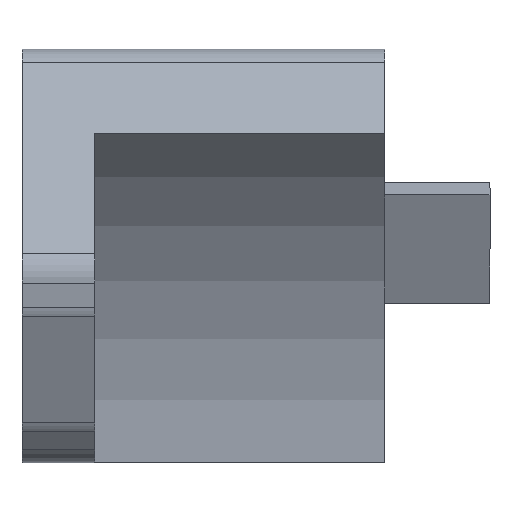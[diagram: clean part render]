
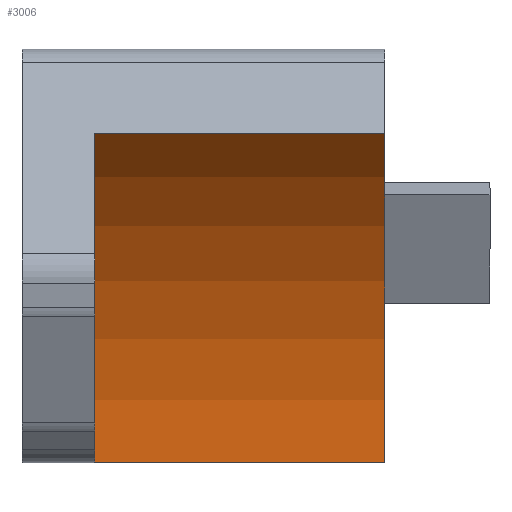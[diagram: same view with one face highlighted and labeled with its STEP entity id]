
A CAD part, left-side view. The second image highlights one B-rep face of the part: STEP entity #3006.
In plain terms, the highlighted cylindrical face has radius 118.6 mm (diameter 237.2 mm), a partial arc.
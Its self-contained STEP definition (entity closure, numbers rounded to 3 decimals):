
#150 = CARTESIAN_POINT ( 'NONE',  ( -16., 80., 0. ) ) ;
#179 = CARTESIAN_POINT ( 'NONE',  ( -58.365, 80., 90.853 ) ) ;
#227 = CIRCLE ( 'NONE', #2137, 118.6 ) ;
#250 = CIRCLE ( 'NONE', #2160, 118.6 ) ;
#274 = FACE_OUTER_BOUND ( 'NONE', #2465, .T. ) ;
#374 = EDGE_CURVE ( 'NONE', #2995, #3186, #227, .T. ) ;
#469 = DIRECTION ( 'NONE',  ( 0., 1., 0. ) ) ;
#503 = DIRECTION ( 'NONE',  ( -1., 0., 0. ) ) ;
#530 = CYLINDRICAL_SURFACE ( 'NONE', #2557, 118.6 ) ;
#548 = VERTEX_POINT ( 'NONE', #2342 ) ;
#627 = DIRECTION ( 'NONE',  ( 0., -1., 0. ) ) ;
#706 = CARTESIAN_POINT ( 'NONE',  ( -134.6, 80., 0. ) ) ;
#721 = CARTESIAN_POINT ( 'NONE',  ( -16., 0., 0. ) ) ;
#890 = ORIENTED_EDGE ( 'NONE', *, *, #1880, .F. ) ;
#894 = DIRECTION ( 'NONE',  ( 0., 1., 0. ) ) ;
#1055 = DIRECTION ( 'NONE',  ( -1., 0., 0. ) ) ;
#1175 = VECTOR ( 'NONE', #2730, 1000. ) ;
#1221 = LINE ( 'NONE', #179, #1175 ) ;
#1592 = DIRECTION ( 'NONE',  ( 0., 1., 0. ) ) ;
#1644 = ORIENTED_EDGE ( 'NONE', *, *, #1921, .T. ) ;
#1772 = VECTOR ( 'NONE', #627, 1000. ) ;
#1880 = EDGE_CURVE ( 'NONE', #548, #2995, #1221, .T. ) ;
#1921 = EDGE_CURVE ( 'NONE', #2771, #3186, #2260, .T. ) ;
#2137 = AXIS2_PLACEMENT_3D ( 'NONE', #3238, #894, #3219 ) ;
#2160 = AXIS2_PLACEMENT_3D ( 'NONE', #706, #469, #503 ) ;
#2260 = LINE ( 'NONE', #150, #1772 ) ;
#2342 = CARTESIAN_POINT ( 'NONE',  ( -58.365, 80., 90.853 ) ) ;
#2465 = EDGE_LOOP ( 'NONE', ( #2492, #890, #3335, #1644 ) ) ;
#2483 = EDGE_CURVE ( 'NONE', #548, #2771, #250, .T. ) ;
#2492 = ORIENTED_EDGE ( 'NONE', *, *, #374, .F. ) ;
#2499 = CARTESIAN_POINT ( 'NONE',  ( -16., 80., 0. ) ) ;
#2557 = AXIS2_PLACEMENT_3D ( 'NONE', #3123, #1592, #1055 ) ;
#2730 = DIRECTION ( 'NONE',  ( 0., -1., 0. ) ) ;
#2771 = VERTEX_POINT ( 'NONE', #2499 ) ;
#2892 = CARTESIAN_POINT ( 'NONE',  ( -58.365, 0., 90.853 ) ) ;
#2995 = VERTEX_POINT ( 'NONE', #2892 ) ;
#3006 = ADVANCED_FACE ( 'NONE', ( #274 ), #530, .F. ) ;
#3123 = CARTESIAN_POINT ( 'NONE',  ( -134.6, 178.418, 0. ) ) ;
#3186 = VERTEX_POINT ( 'NONE', #721 ) ;
#3219 = DIRECTION ( 'NONE',  ( -1., 0., 0. ) ) ;
#3238 = CARTESIAN_POINT ( 'NONE',  ( -134.6, 0., 0. ) ) ;
#3335 = ORIENTED_EDGE ( 'NONE', *, *, #2483, .T. ) ;
